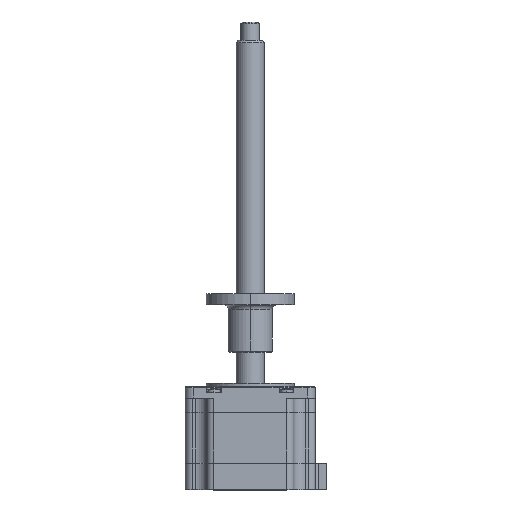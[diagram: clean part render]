
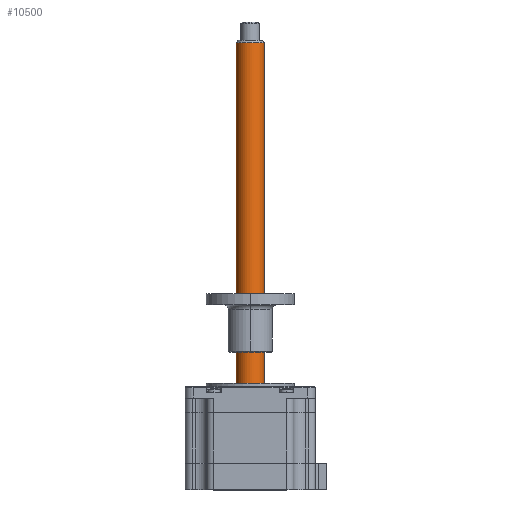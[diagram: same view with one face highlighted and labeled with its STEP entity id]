
A CAD part, top view. The second image highlights one B-rep face of the part: STEP entity #10500.
In plain terms, the highlighted cylindrical face has radius 6 mm (diameter 12 mm), a partial arc.
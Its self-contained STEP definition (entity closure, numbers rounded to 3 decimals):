
#189 = DIRECTION ( 'NONE',  ( 0., -1., 0. ) ) ;
#881 = DIRECTION ( 'NONE',  ( 0.975, 0., 0.224 ) ) ;
#1558 = DIRECTION ( 'NONE',  ( 0., -1., 0. ) ) ;
#2566 = EDGE_CURVE ( 'NONE', #7871, #12152, #12517, .T. ) ;
#3118 = FACE_OUTER_BOUND ( 'NONE', #3609, .T. ) ;
#3174 = EDGE_CURVE ( 'NONE', #12152, #4934, #9204, .T. ) ;
#3302 = CARTESIAN_POINT ( 'NONE',  ( -23.14, 153.999, 32.007 ) ) ;
#3579 = AXIS2_PLACEMENT_3D ( 'NONE', #13091, #7032, #881 ) ;
#3609 = EDGE_LOOP ( 'NONE', ( #6453, #9519, #8684, #9586 ) ) ;
#4233 = CARTESIAN_POINT ( 'NONE',  ( -23.14, 152.999, 32.007 ) ) ;
#4405 = VECTOR ( 'NONE', #7738, 1000. ) ;
#4934 = VERTEX_POINT ( 'NONE', #5016 ) ;
#5016 = CARTESIAN_POINT ( 'NONE',  ( -23.14, 3.999, 32.007 ) ) ;
#5072 = AXIS2_PLACEMENT_3D ( 'NONE', #6361, #189, #7391 ) ;
#5104 = CIRCLE ( 'NONE', #3579, 6. ) ;
#5503 = AXIS2_PLACEMENT_3D ( 'NONE', #12755, #1558, #8735 ) ;
#6361 = CARTESIAN_POINT ( 'NONE',  ( -17.293, 3.999, 33.35 ) ) ;
#6453 = ORIENTED_EDGE ( 'NONE', *, *, #2566, .F. ) ;
#6951 = EDGE_CURVE ( 'NONE', #7871, #12025, #5104, .T. ) ;
#7032 = DIRECTION ( 'NONE',  ( 0., -1., 0. ) ) ;
#7037 = CARTESIAN_POINT ( 'NONE',  ( -11.445, 152.999, 34.693 ) ) ;
#7391 = DIRECTION ( 'NONE',  ( -0.975, 0., -0.224 ) ) ;
#7392 = VECTOR ( 'NONE', #11441, 1000. ) ;
#7631 = CARTESIAN_POINT ( 'NONE',  ( -11.445, 153.999, 34.693 ) ) ;
#7738 = DIRECTION ( 'NONE',  ( 0., -1., 0. ) ) ;
#7871 = VERTEX_POINT ( 'NONE', #7037 ) ;
#8225 = CYLINDRICAL_SURFACE ( 'NONE', #5503, 6. ) ;
#8684 = ORIENTED_EDGE ( 'NONE', *, *, #11342, .T. ) ;
#8735 = DIRECTION ( 'NONE',  ( -0.975, 0., -0.224 ) ) ;
#9204 = CIRCLE ( 'NONE', #5072, 6. ) ;
#9519 = ORIENTED_EDGE ( 'NONE', *, *, #6951, .T. ) ;
#9586 = ORIENTED_EDGE ( 'NONE', *, *, #3174, .F. ) ;
#10500 = ADVANCED_FACE ( 'NONE', ( #3118 ), #8225, .T. ) ;
#11342 = EDGE_CURVE ( 'NONE', #12025, #4934, #13096, .T. ) ;
#11441 = DIRECTION ( 'NONE',  ( 0., -1., 0. ) ) ;
#11766 = CARTESIAN_POINT ( 'NONE',  ( -11.445, 3.999, 34.693 ) ) ;
#12025 = VERTEX_POINT ( 'NONE', #4233 ) ;
#12152 = VERTEX_POINT ( 'NONE', #11766 ) ;
#12517 = LINE ( 'NONE', #7631, #4405 ) ;
#12755 = CARTESIAN_POINT ( 'NONE',  ( -17.293, 153.999, 33.35 ) ) ;
#13091 = CARTESIAN_POINT ( 'NONE',  ( -17.293, 152.999, 33.35 ) ) ;
#13096 = LINE ( 'NONE', #3302, #7392 ) ;
